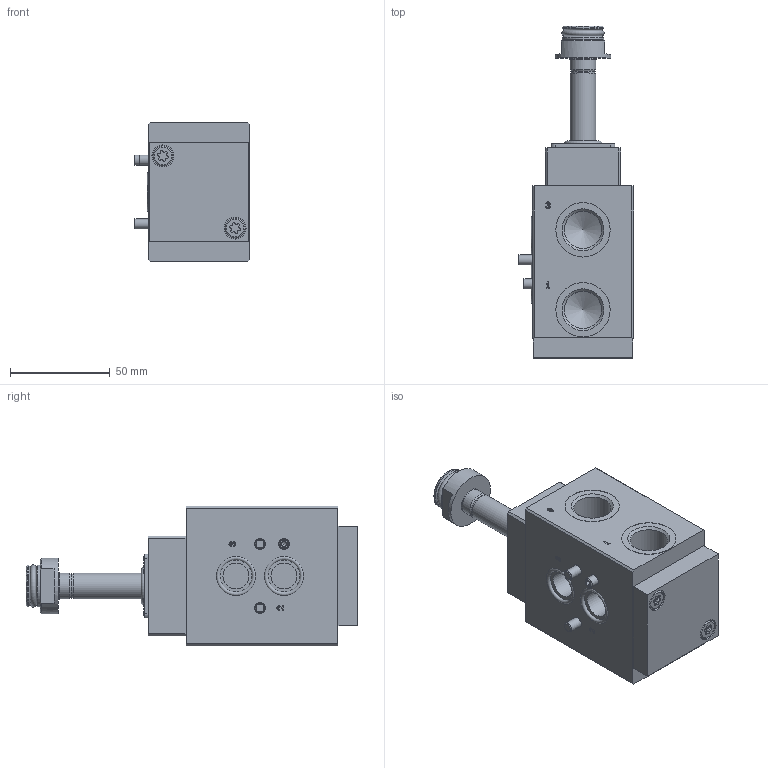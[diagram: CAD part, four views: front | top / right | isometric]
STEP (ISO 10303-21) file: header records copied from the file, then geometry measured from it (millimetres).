
FILE_DESCRIPTION(/* description */ ('STEP AP214'),/* implementation_level */ '2;1');
FILE_NAME(/* name */ '4514747_VOFC-LT-M32C-M-FG12-F19A',/* time_stamp */ '2024-09-17T01:30:54+02:00',/* author */ ('License CC BY-ND 4.0'),/* organization */ ('CADENAS'),/* preprocessor_version */ 'ST-DEVELOPER v19.3',/* originating_system */ 'PARTsolutions',/* authorisation */ ' ');
FILE_SCHEMA (('AUTOMOTIVE_DESIGN {1 0 10303 214 3 1 1}'));
Length unit declared in the file: millimetre
Products named in the file (6): 4514747 VOFC-LT-M32C-M-FG12-F19A; 2868687 VOFC-L-T-M32C-M-FG12-F19A----(d); 2868687 VOFC-LT-M32C-M-FG12-F19A-----(part); 8040819 F-M5x50-A2-70; 200936 B-16x2-N; ISO-4026 M5x10
Assembly tree (7 placements, depth 2):
  4514747 VOFC-LT-M32C-M-FG12-F19A
    2868687 VOFC-L-T-M32C-M-FG12-F19A----(d)
    2868687 VOFC-LT-M32C-M-FG12-F19A-----(part)
    8040819 F-M5x50-A2-70  x2
    200936 B-16x2-N  x2
    ISO-4026 M5x10
Bounding box: 58 x 166 x 70 mm (x, y, z)
Volume: 328842.4 mm3; surface area: 45710.3 mm2
Topology: 6 solids, 6 shells, 300 faces, 695 edges, 447 vertices
Faces by surface type: plane 157, cylinder 103, cone 24, torus 16
Full cylindrical faces by diameter (mm): 5 x3, 5.5 x3, 7 x2, 8 x2, 8.38 x4, 8.5 x2, 10 x4, 11 x2, 12.06 x1, 13 x4, 13.157 x1, 18.631 x2, 19.5 x2, 21 x2, 27.2 x2, 28 x1
Entity records: 9528 total; most frequent: DIRECTION 1396, CARTESIAN_POINT 1326, ORIENTED_EDGE 1174, EDGE_CURVE 587, AXIS2_PLACEMENT_3D 529, VERTEX_POINT 418, FACE_BOUND 391, EDGE_LOOP 386
